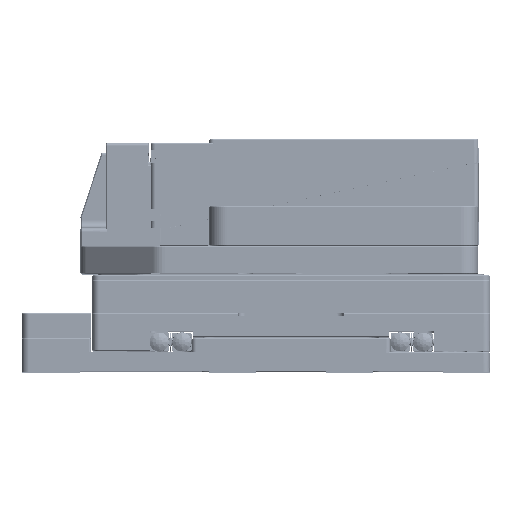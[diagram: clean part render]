
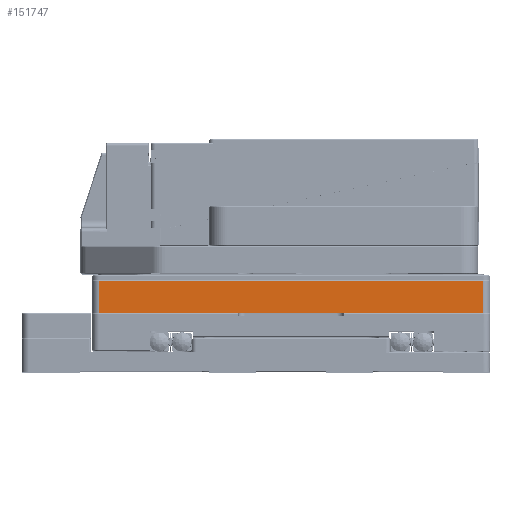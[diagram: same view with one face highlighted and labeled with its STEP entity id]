
A CAD part, top view. The second image highlights one B-rep face of the part: STEP entity #151747.
In plain terms, the highlighted planar face has unit normal (0, 0, 1).
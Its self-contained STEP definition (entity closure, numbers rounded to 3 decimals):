
#8086 = ORIENTED_EDGE ( 'NONE', *, *, #259761, .F. ) ;
#14523 = ORIENTED_EDGE ( 'NONE', *, *, #217095, .T. ) ;
#20000 = CARTESIAN_POINT ( 'NONE',  ( -82., 27.75, 115. ) ) ;
#32539 = CARTESIAN_POINT ( 'NONE',  ( -82., 21., 115. ) ) ;
#39792 = VECTOR ( 'NONE', #104635, 1000. ) ;
#54462 = CARTESIAN_POINT ( 'NONE',  ( -82., 34.5, 115. ) ) ;
#56449 = CARTESIAN_POINT ( 'NONE',  ( -85.28, 20.73, 115. ) ) ;
#59200 = VERTEX_POINT ( 'NONE', #32539 ) ;
#66954 = VECTOR ( 'NONE', #259533, 1000. ) ;
#72799 = AXIS2_PLACEMENT_3D ( 'NONE', #56449, #220632, #80125 ) ;
#75394 = EDGE_CURVE ( 'NONE', #181123, #78763, #147611, .T. ) ;
#78763 = VERTEX_POINT ( 'NONE', #250929 ) ;
#80125 = DIRECTION ( 'NONE',  ( 1., 0., 0. ) ) ;
#80181 = VECTOR ( 'NONE', #207822, 1000. ) ;
#83656 = VERTEX_POINT ( 'NONE', #185137 ) ;
#91228 = DIRECTION ( 'NONE',  ( 1., 0., 0. ) ) ;
#97159 = EDGE_LOOP ( 'NONE', ( #14523, #277562, #194993, #8086 ) ) ;
#104635 = DIRECTION ( 'NONE',  ( 1., 0., 0. ) ) ;
#113428 = EDGE_CURVE ( 'NONE', #83656, #78763, #254124, .T. ) ;
#140272 = VECTOR ( 'NONE', #91228, 1000. ) ;
#147611 = LINE ( 'NONE', #301594, #140272 ) ;
#151747 = ADVANCED_FACE ( 'NONE', ( #247671 ), #266808, .T. ) ;
#181123 = VERTEX_POINT ( 'NONE', #54462 ) ;
#185137 = CARTESIAN_POINT ( 'NONE',  ( 82., 21., 115. ) ) ;
#188740 = CARTESIAN_POINT ( 'NONE',  ( 82., 27.75, 115. ) ) ;
#194993 = ORIENTED_EDGE ( 'NONE', *, *, #75394, .F. ) ;
#204995 = LINE ( 'NONE', #20000, #80181 ) ;
#207822 = DIRECTION ( 'NONE',  ( 0., 1., 0. ) ) ;
#217095 = EDGE_CURVE ( 'NONE', #59200, #83656, #219680, .T. ) ;
#219680 = LINE ( 'NONE', #221658, #39792 ) ;
#220632 = DIRECTION ( 'NONE',  ( 0., 0., 1. ) ) ;
#221658 = CARTESIAN_POINT ( 'NONE',  ( 0., 21., 115. ) ) ;
#247671 = FACE_OUTER_BOUND ( 'NONE', #97159, .T. ) ;
#250929 = CARTESIAN_POINT ( 'NONE',  ( 82., 34.5, 115. ) ) ;
#254124 = LINE ( 'NONE', #188740, #66954 ) ;
#259533 = DIRECTION ( 'NONE',  ( 0., 1., 0. ) ) ;
#259761 = EDGE_CURVE ( 'NONE', #59200, #181123, #204995, .T. ) ;
#266808 = PLANE ( 'NONE',  #72799 ) ;
#277562 = ORIENTED_EDGE ( 'NONE', *, *, #113428, .T. ) ;
#301594 = CARTESIAN_POINT ( 'NONE',  ( 0., 34.5, 115. ) ) ;
